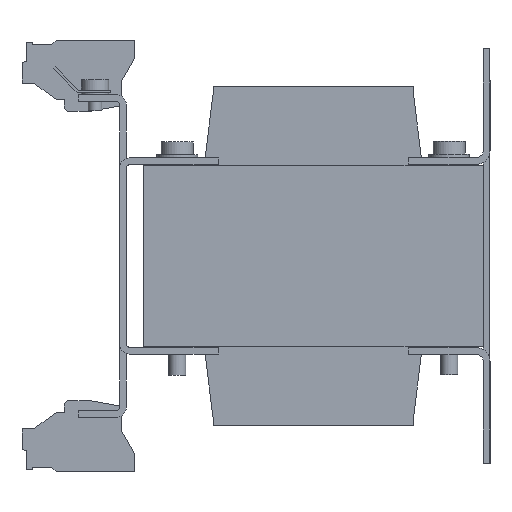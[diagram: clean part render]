
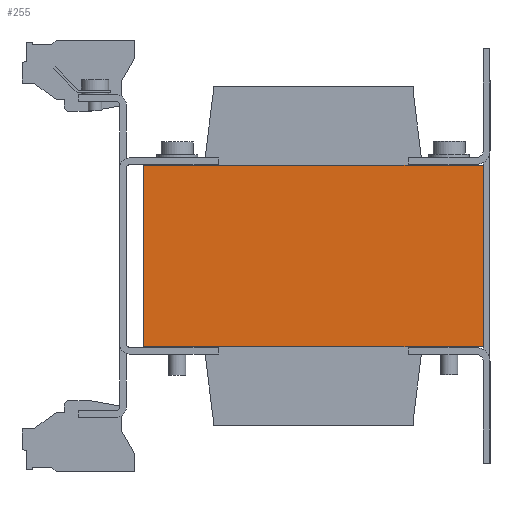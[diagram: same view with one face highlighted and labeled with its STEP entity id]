
A CAD part, left-side view. The second image highlights one B-rep face of the part: STEP entity #255.
In plain terms, the highlighted planar face has unit normal (-1, 0, 0).
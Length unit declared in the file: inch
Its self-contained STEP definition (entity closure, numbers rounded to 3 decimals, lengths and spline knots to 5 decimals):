
#62 = CARTESIAN_POINT ( 'NONE',  ( -2.3622, 1.96854, -1.05315 ) ) ;
#136 = LINE ( 'NONE', #333, #3963 ) ;
#255 = ADVANCED_FACE ( 'NONE', ( #6819 ), #2674, .F. ) ;
#333 = CARTESIAN_POINT ( 'NONE',  ( -2.3622, -1.9685, 1.05315 ) ) ;
#713 = DIRECTION ( 'NONE',  ( 0., 0., 1. ) ) ;
#1155 = ORIENTED_EDGE ( 'NONE', *, *, #6647, .T. ) ;
#1269 = VECTOR ( 'NONE', #4388, 39.37008 ) ;
#1756 = EDGE_CURVE ( 'NONE', #7503, #2762, #6873, .T. ) ;
#1950 = DIRECTION ( 'NONE',  ( 1., 0., 0. ) ) ;
#2674 = PLANE ( 'NONE',  #6527 ) ;
#2762 = VERTEX_POINT ( 'NONE', #8063 ) ;
#2979 = CARTESIAN_POINT ( 'NONE',  ( -2.3622, 0., 1.05315 ) ) ;
#3027 = DIRECTION ( 'NONE',  ( 0., -1., 0. ) ) ;
#3669 = LINE ( 'NONE', #6679, #1269 ) ;
#3804 = EDGE_CURVE ( 'NONE', #9263, #7678, #3669, .T. ) ;
#3939 = CARTESIAN_POINT ( 'NONE',  ( -2.3622, 1.96854, 1.05315 ) ) ;
#3963 = VECTOR ( 'NONE', #5787, 39.37008 ) ;
#4388 = DIRECTION ( 'NONE',  ( 0., -1., 0. ) ) ;
#4768 = EDGE_CURVE ( 'NONE', #9263, #7503, #9314, .T. ) ;
#5176 = ORIENTED_EDGE ( 'NONE', *, *, #1756, .F. ) ;
#5197 = ORIENTED_EDGE ( 'NONE', *, *, #4768, .F. ) ;
#5787 = DIRECTION ( 'NONE',  ( 0., 0., 1. ) ) ;
#5932 = ORIENTED_EDGE ( 'NONE', *, *, #3804, .T. ) ;
#6038 = CARTESIAN_POINT ( 'NONE',  ( -2.3622, 0., 1.05315 ) ) ;
#6527 = AXIS2_PLACEMENT_3D ( 'NONE', #6038, #1950, #9187 ) ;
#6647 = EDGE_CURVE ( 'NONE', #7678, #2762, #136, .T. ) ;
#6679 = CARTESIAN_POINT ( 'NONE',  ( -2.3622, 0., -1.05315 ) ) ;
#6819 = FACE_OUTER_BOUND ( 'NONE', #6974, .T. ) ;
#6873 = LINE ( 'NONE', #2979, #10174 ) ;
#6974 = EDGE_LOOP ( 'NONE', ( #1155, #5176, #5197, #5932 ) ) ;
#7503 = VERTEX_POINT ( 'NONE', #8239 ) ;
#7678 = VERTEX_POINT ( 'NONE', #7770 ) ;
#7759 = VECTOR ( 'NONE', #713, 39.37008 ) ;
#7770 = CARTESIAN_POINT ( 'NONE',  ( -2.3622, -1.9685, -1.05315 ) ) ;
#8063 = CARTESIAN_POINT ( 'NONE',  ( -2.3622, -1.9685, 1.05315 ) ) ;
#8239 = CARTESIAN_POINT ( 'NONE',  ( -2.3622, 1.96854, 1.05315 ) ) ;
#9187 = DIRECTION ( 'NONE',  ( 0., 0., -1. ) ) ;
#9263 = VERTEX_POINT ( 'NONE', #62 ) ;
#9314 = LINE ( 'NONE', #3939, #7759 ) ;
#10174 = VECTOR ( 'NONE', #3027, 39.37008 ) ;
